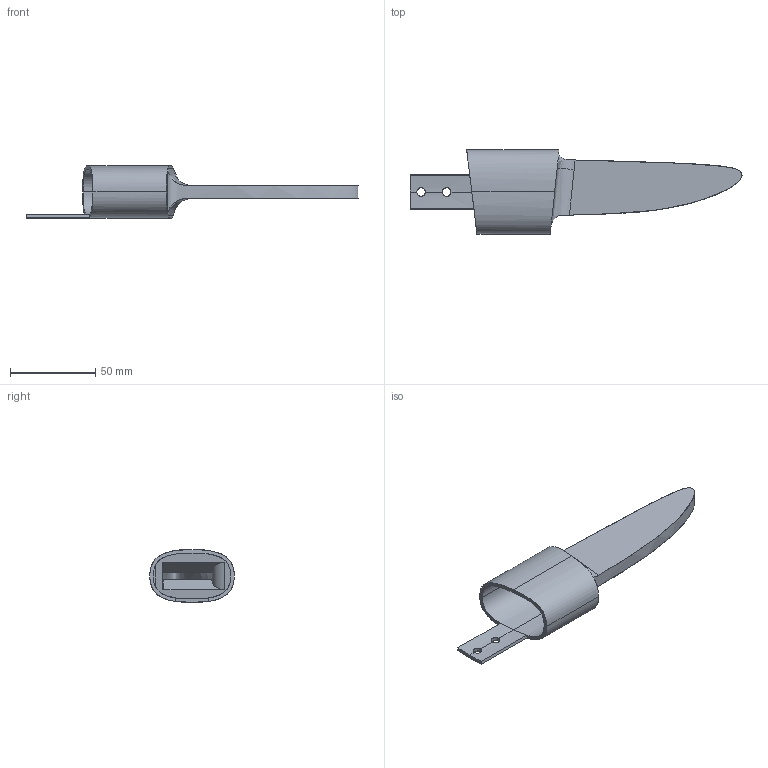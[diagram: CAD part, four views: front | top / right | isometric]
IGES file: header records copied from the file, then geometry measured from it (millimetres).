
Global section: file name: meshouder.igs; native system: NX V2007; preprocessor: SIEMENS PLM Software NX 2027; date: 20221117.150809; units: millimetre
Bounding box: 194.45 x 49.47 x 30.83 mm (x, y, z)
Surface area: 28758.2 mm2 (no closed solid volume)
Topology: 0 solids, 0 shells, 39 faces, 381 edges, 447 vertices
Faces by surface type: bspline 39
